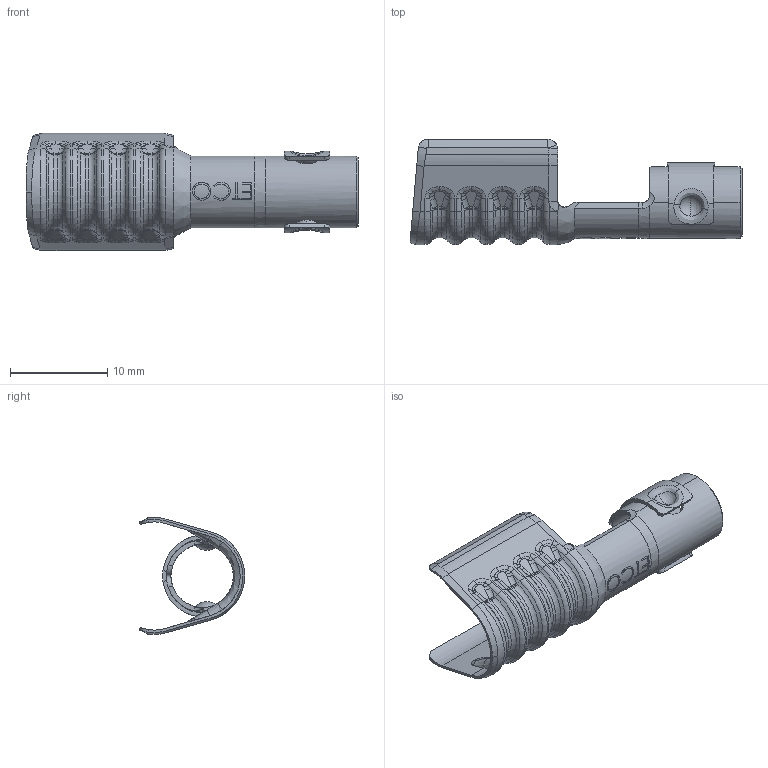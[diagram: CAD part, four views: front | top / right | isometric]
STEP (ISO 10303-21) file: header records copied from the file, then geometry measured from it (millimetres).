
FILE_DESCRIPTION (( 'STEP AP203' ), '1' );
FILE_NAME ('SP98-8M.STEP', '2019-11-06T12:53:41', ( 'tempuser' ), ( 'Microsoft' ), 'SwSTEP 2.0', 'SolidWorks 2019', '' );
FILE_SCHEMA (( 'CONFIG_CONTROL_DESIGN' ));
Length unit declared in the file: inch
Products named in the file (3): SP51 SP98 SP98-8M SP98-8M-BH_SP98-8M without carrier; SCA4 expanded for mating_SCA-B expanded for SP981 and SP823; SP98-8M
Assembly tree (2 placements, depth 2):
  SP98-8M
    SP51 SP98 SP98-8M SP98-8M-BH_SP98-8M without carrier
    SCA4 expanded for mating_SCA-B expanded for SP981 and SP823
Bounding box: 34.22 x 10.85 x 12.06 mm (x, y, z)
Volume: 327 mm3; surface area: 1668.4 mm2
Topology: 2 solids, 2 shells, 497 faces, 1255 edges, 763 vertices
Faces by surface type: bspline 229, cylinder 124, plane 87, sphere 24, cone 17, torus 16
Entity records: 24067 total; most frequent: CARTESIAN_POINT 13618, ORIENTED_EDGE 2510, DIRECTION 1601, EDGE_CURVE 1255, VERTEX_POINT 763, AXIS2_PLACEMENT_3D 631, B_SPLINE_CURVE_WITH_KNOTS 504, EDGE_LOOP 502
